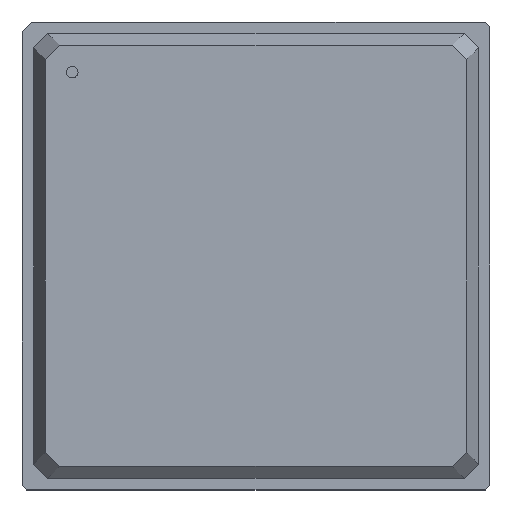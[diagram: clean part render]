
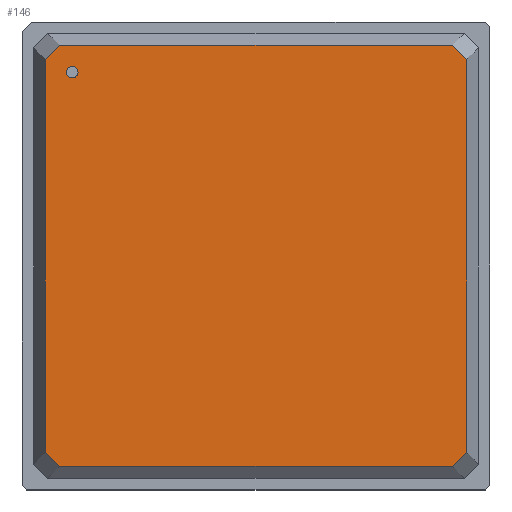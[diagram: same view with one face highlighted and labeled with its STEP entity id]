
A CAD part, top view. The second image highlights one B-rep face of the part: STEP entity #146.
In plain terms, the highlighted planar face has unit normal (0, 0, 1).
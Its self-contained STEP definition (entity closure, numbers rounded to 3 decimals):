
#32 = VERTEX_POINT('',#33);
#33 = CARTESIAN_POINT('',(-8.997,8.397,2.23));
#38 = EDGE_CURVE('',#39,#32,#41,.T.);
#39 = VERTEX_POINT('',#40);
#40 = CARTESIAN_POINT('',(-8.997,-8.397,2.23));
#41 = LINE('',#42,#43);
#42 = CARTESIAN_POINT('',(-8.997,-8.397,2.23));
#43 = VECTOR('',#44,1.);
#44 = DIRECTION('',(0.,1.,0.));
#99 = EDGE_CURVE('',#100,#39,#102,.T.);
#100 = VERTEX_POINT('',#101);
#101 = CARTESIAN_POINT('',(-8.397,-8.997,2.23));
#102 = LINE('',#103,#104);
#103 = CARTESIAN_POINT('',(-8.397,-8.997,2.23));
#104 = VECTOR('',#105,1.);
#105 = DIRECTION('',(-0.707,0.707,0.));
#129 = VERTEX_POINT('',#130);
#130 = CARTESIAN_POINT('',(-8.397,8.997,2.23));
#135 = EDGE_CURVE('',#32,#129,#136,.T.);
#136 = LINE('',#137,#138);
#137 = CARTESIAN_POINT('',(-8.997,8.397,2.23));
#138 = VECTOR('',#139,1.);
#139 = DIRECTION('',(0.707,0.707,0.));
#146 = ADVANCED_FACE('',(#147,#190),#201,.T.);
#147 = FACE_BOUND('',#148,.T.);
#148 = EDGE_LOOP('',(#149,#150,#151,#152,#160,#168,#176,#184));
#149 = ORIENTED_EDGE('',*,*,#135,.F.);
#150 = ORIENTED_EDGE('',*,*,#38,.F.);
#151 = ORIENTED_EDGE('',*,*,#99,.F.);
#152 = ORIENTED_EDGE('',*,*,#153,.F.);
#153 = EDGE_CURVE('',#154,#100,#156,.T.);
#154 = VERTEX_POINT('',#155);
#155 = CARTESIAN_POINT('',(8.397,-8.997,2.23));
#156 = LINE('',#157,#158);
#157 = CARTESIAN_POINT('',(8.397,-8.997,2.23));
#158 = VECTOR('',#159,1.);
#159 = DIRECTION('',(-1.,0.,0.));
#160 = ORIENTED_EDGE('',*,*,#161,.F.);
#161 = EDGE_CURVE('',#162,#154,#164,.T.);
#162 = VERTEX_POINT('',#163);
#163 = CARTESIAN_POINT('',(8.997,-8.397,2.23));
#164 = LINE('',#165,#166);
#165 = CARTESIAN_POINT('',(8.997,-8.397,2.23));
#166 = VECTOR('',#167,1.);
#167 = DIRECTION('',(-0.707,-0.707,0.));
#168 = ORIENTED_EDGE('',*,*,#169,.F.);
#169 = EDGE_CURVE('',#170,#162,#172,.T.);
#170 = VERTEX_POINT('',#171);
#171 = CARTESIAN_POINT('',(8.997,8.397,2.23));
#172 = LINE('',#173,#174);
#173 = CARTESIAN_POINT('',(8.997,8.397,2.23));
#174 = VECTOR('',#175,1.);
#175 = DIRECTION('',(0.,-1.,0.));
#176 = ORIENTED_EDGE('',*,*,#177,.F.);
#177 = EDGE_CURVE('',#178,#170,#180,.T.);
#178 = VERTEX_POINT('',#179);
#179 = CARTESIAN_POINT('',(8.397,8.997,2.23));
#180 = LINE('',#181,#182);
#181 = CARTESIAN_POINT('',(8.397,8.997,2.23));
#182 = VECTOR('',#183,1.);
#183 = DIRECTION('',(0.707,-0.707,0.));
#184 = ORIENTED_EDGE('',*,*,#185,.F.);
#185 = EDGE_CURVE('',#129,#178,#186,.T.);
#186 = LINE('',#187,#188);
#187 = CARTESIAN_POINT('',(-8.397,8.997,2.23));
#188 = VECTOR('',#189,1.);
#189 = DIRECTION('',(1.,0.,0.));
#190 = FACE_BOUND('',#191,.T.);
#191 = EDGE_LOOP('',(#192));
#192 = ORIENTED_EDGE('',*,*,#193,.T.);
#193 = EDGE_CURVE('',#194,#194,#196,.T.);
#194 = VERTEX_POINT('',#195);
#195 = CARTESIAN_POINT('',(-7.857,7.607,2.23));
#196 = CIRCLE('',#197,0.25);
#197 = AXIS2_PLACEMENT_3D('',#198,#199,#200);
#198 = CARTESIAN_POINT('',(-7.857,7.857,2.23));
#199 = DIRECTION('',(0.,0.,-1.));
#200 = DIRECTION('',(0.,-1.,0.));
#201 = PLANE('',#202);
#202 = AXIS2_PLACEMENT_3D('',#203,#204,#205);
#203 = CARTESIAN_POINT('',(-8.997,8.397,2.23));
#204 = DIRECTION('',(0.,0.,1.));
#205 = DIRECTION('',(0.731,-0.682,0.));
